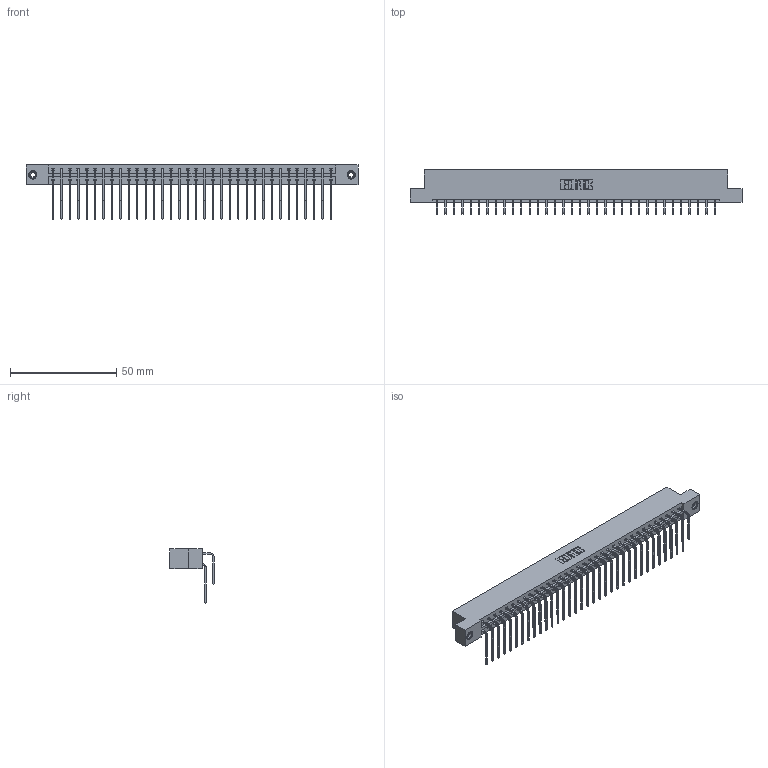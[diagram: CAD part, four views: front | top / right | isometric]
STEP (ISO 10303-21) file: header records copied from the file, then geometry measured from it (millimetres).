
FILE_DESCRIPTION (( 'STEP AP203' ), '1' );
FILE_NAME ('833-068-559-208.STEP', '2020-06-05T11:28:27', ( '' ), ( '' ), 'SwSTEP 2.0', 'SolidWorks 2020', '' );
FILE_SCHEMA (( 'CONFIG_CONTROL_DESIGN' ));
Length unit declared in the file: inch
Products named in the file (5): 833 Part_Flush - .156 Dia - TI; 345-292-001_559 Tail - 2; 345-292-001_558 559 Tail - 1; 345-250-001_345-250-003-102; 833-068-559-208
Assembly tree (71 placements, depth 2):
  833-068-559-208
    833 Part_Flush - .156 Dia - TI
    345-292-001_558 559 Tail - 1  x34
    345-292-001_559 Tail - 2  x34
    345-250-001_345-250-003-102  x2
Bounding box: 156.26 x 20.9 x 25.53 mm (x, y, z)
Volume: 16264.3 mm3; surface area: 21118.1 mm2
Topology: 71 solids, 71 shells, 3846 faces, 11395 edges, 7498 vertices
Faces by surface type: plane 2686, cylinder 1144, cone 12, torus 4
Entity records: 25878 total; most frequent: CARTESIAN_POINT 4332, ORIENTED_EDGE 4210, DIRECTION 3727, EDGE_CURVE 2105, LINE 1917, VECTOR 1917, VERTEX_POINT 1396, AXIS2_PLACEMENT_3D 905
